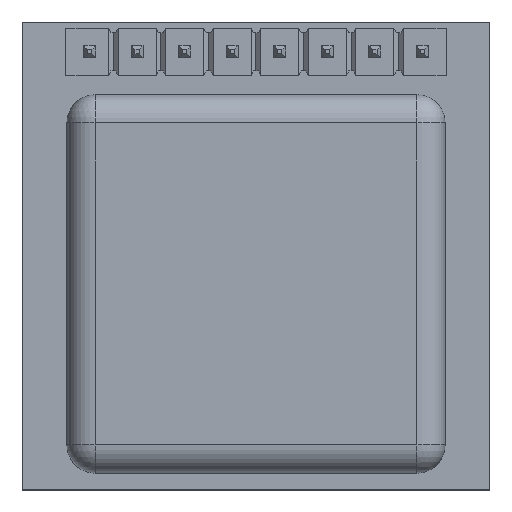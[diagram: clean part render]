
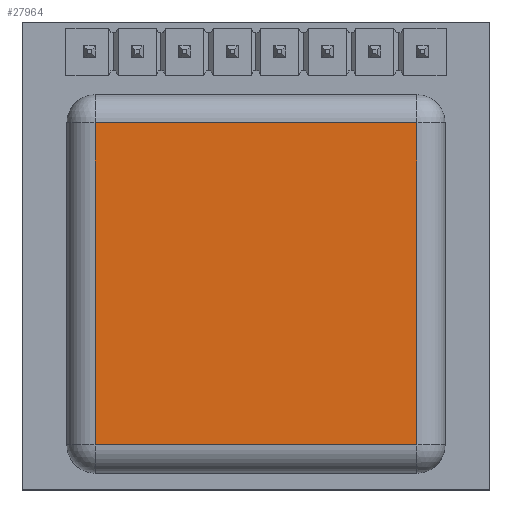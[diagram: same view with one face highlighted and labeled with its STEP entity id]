
A CAD part, top view. The second image highlights one B-rep face of the part: STEP entity #27964.
In plain terms, the highlighted planar face has unit normal (0, 0, 1).
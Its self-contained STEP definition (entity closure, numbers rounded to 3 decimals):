
#27546 = CYLINDRICAL_SURFACE('',#27547,1.5);
#27547 = AXIS2_PLACEMENT_3D('',#27548,#27549,#27550);
#27548 = CARTESIAN_POINT('',(8.6,0.,4.5));
#27549 = DIRECTION('',(0.,-1.,0.));
#27550 = DIRECTION('',(1.,0.,0.));
#27717 = CYLINDRICAL_SURFACE('',#27718,1.5);
#27718 = AXIS2_PLACEMENT_3D('',#27719,#27720,#27721);
#27719 = CARTESIAN_POINT('',(0.,8.6,4.5));
#27720 = DIRECTION('',(1.,0.,0.));
#27721 = DIRECTION('',(0.,0.,-1.));
#27827 = CYLINDRICAL_SURFACE('',#27828,1.5);
#27828 = AXIS2_PLACEMENT_3D('',#27829,#27830,#27831);
#27829 = CARTESIAN_POINT('',(-8.6,0.,4.5));
#27830 = DIRECTION('',(0.,1.,0.));
#27831 = DIRECTION('',(-1.,0.,0.));
#27932 = CYLINDRICAL_SURFACE('',#27933,1.5);
#27933 = AXIS2_PLACEMENT_3D('',#27934,#27935,#27936);
#27934 = CARTESIAN_POINT('',(0.,-8.6,4.5));
#27935 = DIRECTION('',(-1.,0.,-0.));
#27936 = DIRECTION('',(0.,0.,1.));
#27964 = ADVANCED_FACE('',(#27965),#27979,.T.);
#27965 = FACE_BOUND('',#27966,.T.);
#27966 = EDGE_LOOP('',(#27967,#27997,#28020,#28043));
#27967 = ORIENTED_EDGE('',*,*,#27968,.T.);
#27968 = EDGE_CURVE('',#27969,#27971,#27973,.T.);
#27969 = VERTEX_POINT('',#27970);
#27970 = CARTESIAN_POINT('',(-8.6,8.6,6.));
#27971 = VERTEX_POINT('',#27972);
#27972 = CARTESIAN_POINT('',(-8.6,-8.6,6.));
#27973 = SURFACE_CURVE('',#27974,(#27978,#27990),.PCURVE_S1.);
#27974 = LINE('',#27975,#27976);
#27975 = CARTESIAN_POINT('',(-8.6,-10.1,6.));
#27976 = VECTOR('',#27977,1.);
#27977 = DIRECTION('',(0.,-1.,0.));
#27978 = PCURVE('',#27979,#27984);
#27979 = PLANE('',#27980);
#27980 = AXIS2_PLACEMENT_3D('',#27981,#27982,#27983);
#27981 = CARTESIAN_POINT('',(0.,0.,6.));
#27982 = DIRECTION('',(-0.,0.,1.));
#27983 = DIRECTION('',(1.,0.,0.));
#27984 = DEFINITIONAL_REPRESENTATION('',(#27985),#27989);
#27985 = LINE('',#27986,#27987);
#27986 = CARTESIAN_POINT('',(-8.6,-10.1));
#27987 = VECTOR('',#27988,1.);
#27988 = DIRECTION('',(0.,-1.));
#27989 = ( GEOMETRIC_REPRESENTATION_CONTEXT(2) 
PARAMETRIC_REPRESENTATION_CONTEXT() REPRESENTATION_CONTEXT('2D SPACE',''
  ) );
#27990 = PCURVE('',#27827,#27991);
#27991 = DEFINITIONAL_REPRESENTATION('',(#27992),#27996);
#27992 = LINE('',#27993,#27994);
#27993 = CARTESIAN_POINT('',(1.571,-10.1));
#27994 = VECTOR('',#27995,1.);
#27995 = DIRECTION('',(0.,-1.));
#27996 = ( GEOMETRIC_REPRESENTATION_CONTEXT(2) 
PARAMETRIC_REPRESENTATION_CONTEXT() REPRESENTATION_CONTEXT('2D SPACE',''
  ) );
#27997 = ORIENTED_EDGE('',*,*,#27998,.T.);
#27998 = EDGE_CURVE('',#27971,#27999,#28001,.T.);
#27999 = VERTEX_POINT('',#28000);
#28000 = CARTESIAN_POINT('',(8.6,-8.6,6.));
#28001 = SURFACE_CURVE('',#28002,(#28006,#28013),.PCURVE_S1.);
#28002 = LINE('',#28003,#28004);
#28003 = CARTESIAN_POINT('',(10.1,-8.6,6.));
#28004 = VECTOR('',#28005,1.);
#28005 = DIRECTION('',(1.,-0.,0.));
#28006 = PCURVE('',#27979,#28007);
#28007 = DEFINITIONAL_REPRESENTATION('',(#28008),#28012);
#28008 = LINE('',#28009,#28010);
#28009 = CARTESIAN_POINT('',(10.1,-8.6));
#28010 = VECTOR('',#28011,1.);
#28011 = DIRECTION('',(1.,0.));
#28012 = ( GEOMETRIC_REPRESENTATION_CONTEXT(2) 
PARAMETRIC_REPRESENTATION_CONTEXT() REPRESENTATION_CONTEXT('2D SPACE',''
  ) );
#28013 = PCURVE('',#27932,#28014);
#28014 = DEFINITIONAL_REPRESENTATION('',(#28015),#28019);
#28015 = LINE('',#28016,#28017);
#28016 = CARTESIAN_POINT('',(6.283,-10.1));
#28017 = VECTOR('',#28018,1.);
#28018 = DIRECTION('',(0.,-1.));
#28019 = ( GEOMETRIC_REPRESENTATION_CONTEXT(2) 
PARAMETRIC_REPRESENTATION_CONTEXT() REPRESENTATION_CONTEXT('2D SPACE',''
  ) );
#28020 = ORIENTED_EDGE('',*,*,#28021,.T.);
#28021 = EDGE_CURVE('',#27999,#28022,#28024,.T.);
#28022 = VERTEX_POINT('',#28023);
#28023 = CARTESIAN_POINT('',(8.6,8.6,6.));
#28024 = SURFACE_CURVE('',#28025,(#28029,#28036),.PCURVE_S1.);
#28025 = LINE('',#28026,#28027);
#28026 = CARTESIAN_POINT('',(8.6,10.1,6.));
#28027 = VECTOR('',#28028,1.);
#28028 = DIRECTION('',(0.,1.,0.));
#28029 = PCURVE('',#27979,#28030);
#28030 = DEFINITIONAL_REPRESENTATION('',(#28031),#28035);
#28031 = LINE('',#28032,#28033);
#28032 = CARTESIAN_POINT('',(8.6,10.1));
#28033 = VECTOR('',#28034,1.);
#28034 = DIRECTION('',(0.,1.));
#28035 = ( GEOMETRIC_REPRESENTATION_CONTEXT(2) 
PARAMETRIC_REPRESENTATION_CONTEXT() REPRESENTATION_CONTEXT('2D SPACE',''
  ) );
#28036 = PCURVE('',#27546,#28037);
#28037 = DEFINITIONAL_REPRESENTATION('',(#28038),#28042);
#28038 = LINE('',#28039,#28040);
#28039 = CARTESIAN_POINT('',(1.571,-10.1));
#28040 = VECTOR('',#28041,1.);
#28041 = DIRECTION('',(0.,-1.));
#28042 = ( GEOMETRIC_REPRESENTATION_CONTEXT(2) 
PARAMETRIC_REPRESENTATION_CONTEXT() REPRESENTATION_CONTEXT('2D SPACE',''
  ) );
#28043 = ORIENTED_EDGE('',*,*,#28044,.T.);
#28044 = EDGE_CURVE('',#28022,#27969,#28045,.T.);
#28045 = SURFACE_CURVE('',#28046,(#28050,#28057),.PCURVE_S1.);
#28046 = LINE('',#28047,#28048);
#28047 = CARTESIAN_POINT('',(-10.1,8.6,6.));
#28048 = VECTOR('',#28049,1.);
#28049 = DIRECTION('',(-1.,0.,0.));
#28050 = PCURVE('',#27979,#28051);
#28051 = DEFINITIONAL_REPRESENTATION('',(#28052),#28056);
#28052 = LINE('',#28053,#28054);
#28053 = CARTESIAN_POINT('',(-10.1,8.6));
#28054 = VECTOR('',#28055,1.);
#28055 = DIRECTION('',(-1.,0.));
#28056 = ( GEOMETRIC_REPRESENTATION_CONTEXT(2) 
PARAMETRIC_REPRESENTATION_CONTEXT() REPRESENTATION_CONTEXT('2D SPACE',''
  ) );
#28057 = PCURVE('',#27717,#28058);
#28058 = DEFINITIONAL_REPRESENTATION('',(#28059),#28063);
#28059 = LINE('',#28060,#28061);
#28060 = CARTESIAN_POINT('',(3.142,-10.1));
#28061 = VECTOR('',#28062,1.);
#28062 = DIRECTION('',(0.,-1.));
#28063 = ( GEOMETRIC_REPRESENTATION_CONTEXT(2) 
PARAMETRIC_REPRESENTATION_CONTEXT() REPRESENTATION_CONTEXT('2D SPACE',''
  ) );
